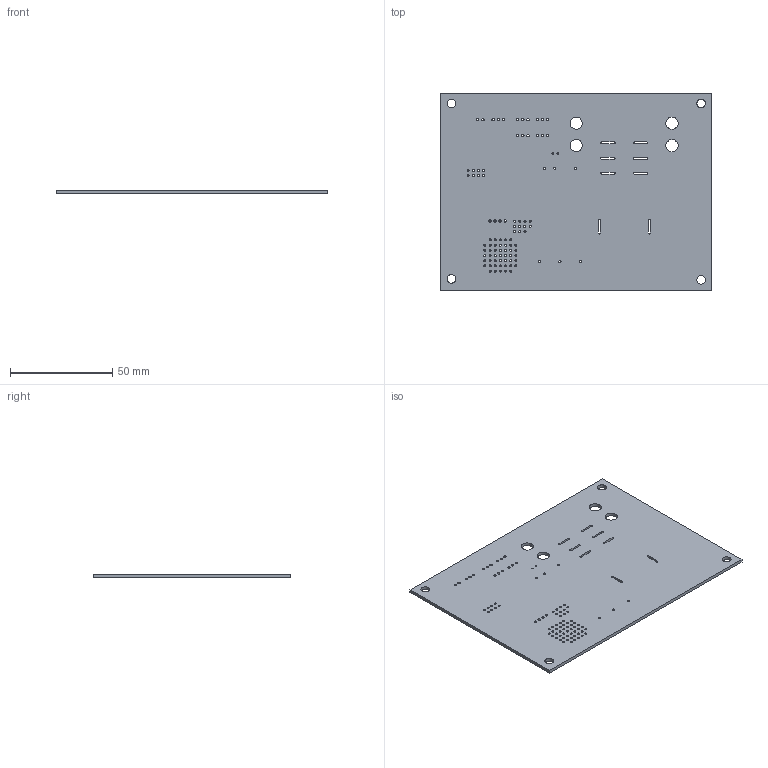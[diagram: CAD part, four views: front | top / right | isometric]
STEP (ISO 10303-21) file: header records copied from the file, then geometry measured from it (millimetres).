
FILE_DESCRIPTION(('KiCad electronic assembly'),'2;1');
FILE_NAME('oskar_feet_rev1.step','2022-06-03T16:36:41',('Pcbnew'),( 'Kicad'),'Open CASCADE STEP processor 7.5','KiCad to STEP converter' ,'Unknown');
FILE_SCHEMA(('AUTOMOTIVE_DESIGN { 1 0 10303 214 1 1 1 1 }'));
Length unit declared in the file: millimetre
Products named in the file (2): oskar_feet_rev1 1; oskar_feet_rev1 PCB
Assembly tree (1 placements, depth 2):
  oskar_feet_rev1 1
    oskar_feet_rev1 PCB
Bounding box: 133.17 x 96.76 x 1.6 mm (x, y, z)
Volume: 20128.1 mm3; surface area: 26785.4 mm2
Topology: 1 solids, 1 shells, 139 faces, 411 edges, 274 vertices
Faces by surface type: cylinder 117, plane 22
Full cylindrical faces by diameter (mm): 0.8 x2, 1 x64, 1.1 x6, 1.19 x21, 4.3 x4, 6 x4
Entity records: 11307 total; most frequent: CARTESIAN_POINT 3052, DIRECTION 1515, ORIENTED_EDGE 822, PCURVE 822, DEFINITIONAL_REPRESENTATION 822, LINE 765, VECTOR 765, EDGE_CURVE 411
